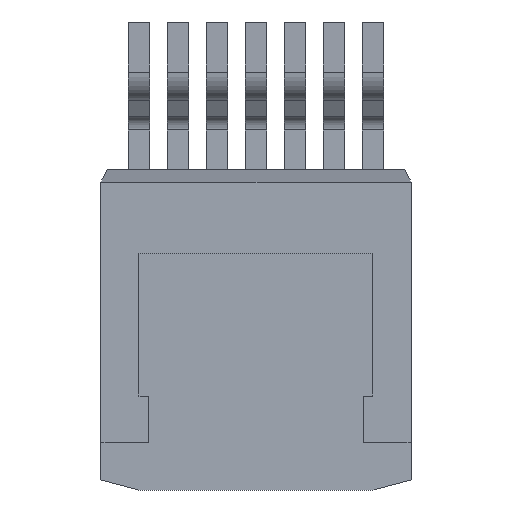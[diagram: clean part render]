
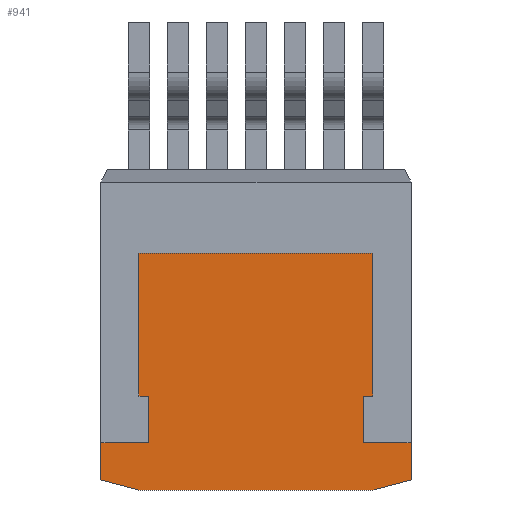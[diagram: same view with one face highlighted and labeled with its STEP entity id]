
A CAD part, front view. The second image highlights one B-rep face of the part: STEP entity #941.
In plain terms, the highlighted planar face has unit normal (0, -1, 0).
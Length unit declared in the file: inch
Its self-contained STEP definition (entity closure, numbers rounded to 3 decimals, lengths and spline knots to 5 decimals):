
#31 = ORIENTED_EDGE ( 'NONE', *, *, #1231, .F. ) ;
#41 = ORIENTED_EDGE ( 'NONE', *, *, #1739, .F. ) ;
#55 = CARTESIAN_POINT ( 'NONE',  ( -0.19875, 0., -0.2395 ) ) ;
#74 = DIRECTION ( 'NONE',  ( 1., 0., 0. ) ) ;
#81 = FACE_OUTER_BOUND ( 'NONE', #3714, .T. ) ;
#170 = LINE ( 'NONE', #4275, #2968 ) ;
#197 = CARTESIAN_POINT ( 'NONE',  ( -0.19875, 0., -0.28694 ) ) ;
#266 = ORIENTED_EDGE ( 'NONE', *, *, #1414, .F. ) ;
#343 = VERTEX_POINT ( 'NONE', #3307 ) ;
#384 = CARTESIAN_POINT ( 'NONE',  ( -0.138, 0., -0.2395 ) ) ;
#448 = VECTOR ( 'NONE', #2796, 39.37008 ) ;
#456 = CARTESIAN_POINT ( 'NONE',  ( -0.15, 0., -0.3 ) ) ;
#499 = LINE ( 'NONE', #3273, #3143 ) ;
#515 = VERTEX_POINT ( 'NONE', #3105 ) ;
#530 = DIRECTION ( 'NONE',  ( 0., 0., 1. ) ) ;
#628 = CARTESIAN_POINT ( 'NONE',  ( -0.15, 0., -0.3 ) ) ;
#686 = EDGE_CURVE ( 'NONE', #2232, #880, #2531, .T. ) ;
#747 = ORIENTED_EDGE ( 'NONE', *, *, #2686, .F. ) ;
#784 = DIRECTION ( 'NONE',  ( -0.966, 0., -0.259 ) ) ;
#786 = VECTOR ( 'NONE', #3738, 39.37008 ) ;
#847 = CARTESIAN_POINT ( 'NONE',  ( 0.138, 0., -0.1795 ) ) ;
#880 = VERTEX_POINT ( 'NONE', #1982 ) ;
#883 = CARTESIAN_POINT ( 'NONE',  ( -0.138, 0., -0.1795 ) ) ;
#910 = CARTESIAN_POINT ( 'NONE',  ( 0.138, 0., -0.2395 ) ) ;
#941 = ADVANCED_FACE ( 'NONE', ( #81 ), #3356, .T. ) ;
#947 = DIRECTION ( 'NONE',  ( 0., 0., -1. ) ) ;
#1067 = EDGE_CURVE ( 'NONE', #2554, #2967, #2233, .T. ) ;
#1071 = DIRECTION ( 'NONE',  ( 0., 0., -1. ) ) ;
#1231 = EDGE_CURVE ( 'NONE', #3824, #2554, #4052, .T. ) ;
#1398 = VERTEX_POINT ( 'NONE', #1835 ) ;
#1406 = LINE ( 'NONE', #1422, #4295 ) ;
#1414 = EDGE_CURVE ( 'NONE', #343, #3505, #3941, .T. ) ;
#1415 = LINE ( 'NONE', #883, #2122 ) ;
#1422 = CARTESIAN_POINT ( 'NONE',  ( 0.19875, 0., -0.2395 ) ) ;
#1475 = ORIENTED_EDGE ( 'NONE', *, *, #4201, .F. ) ;
#1511 = DIRECTION ( 'NONE',  ( -1., 0., 0. ) ) ;
#1515 = VECTOR ( 'NONE', #3064, 39.37008 ) ;
#1570 = DIRECTION ( 'NONE',  ( -1., 0., 0. ) ) ;
#1593 = VECTOR ( 'NONE', #2027, 39.37008 ) ;
#1604 = VECTOR ( 'NONE', #1511, 39.37008 ) ;
#1614 = EDGE_CURVE ( 'NONE', #2062, #2779, #1406, .T. ) ;
#1668 = DIRECTION ( 'NONE',  ( 0., -1., 0. ) ) ;
#1739 = EDGE_CURVE ( 'NONE', #3368, #2232, #3134, .T. ) ;
#1835 = CARTESIAN_POINT ( 'NONE',  ( -0.138, 0., -0.2395 ) ) ;
#1885 = EDGE_CURVE ( 'NONE', #2297, #3037, #170, .T. ) ;
#1982 = CARTESIAN_POINT ( 'NONE',  ( -0.15, 0., -0.3 ) ) ;
#2007 = CARTESIAN_POINT ( 'NONE',  ( 0., 0., 0. ) ) ;
#2008 = CARTESIAN_POINT ( 'NONE',  ( 0.138, 0., -0.2395 ) ) ;
#2027 = DIRECTION ( 'NONE',  ( -0.966, 0., 0.259 ) ) ;
#2047 = CARTESIAN_POINT ( 'NONE',  ( -0.15, 0., 0.0035 ) ) ;
#2062 = VERTEX_POINT ( 'NONE', #910 ) ;
#2122 = VECTOR ( 'NONE', #1570, 39.37008 ) ;
#2232 = VERTEX_POINT ( 'NONE', #3679 ) ;
#2233 = LINE ( 'NONE', #2872, #3835 ) ;
#2297 = VERTEX_POINT ( 'NONE', #197 ) ;
#2345 = VECTOR ( 'NONE', #3386, 39.37008 ) ;
#2368 = LINE ( 'NONE', #2698, #786 ) ;
#2496 = DIRECTION ( 'NONE',  ( -1., 0., 0. ) ) ;
#2506 = ORIENTED_EDGE ( 'NONE', *, *, #3373, .F. ) ;
#2515 = CARTESIAN_POINT ( 'NONE',  ( 0.138, 0., -0.1795 ) ) ;
#2522 = LINE ( 'NONE', #628, #1593 ) ;
#2523 = ORIENTED_EDGE ( 'NONE', *, *, #3600, .F. ) ;
#2531 = LINE ( 'NONE', #456, #1604 ) ;
#2554 = VERTEX_POINT ( 'NONE', #2047 ) ;
#2686 = EDGE_CURVE ( 'NONE', #3037, #1398, #4253, .T. ) ;
#2698 = CARTESIAN_POINT ( 'NONE',  ( -0.138, 0., -0.2395 ) ) ;
#2779 = VERTEX_POINT ( 'NONE', #3329 ) ;
#2796 = DIRECTION ( 'NONE',  ( 0., 0., 1. ) ) ;
#2819 = CARTESIAN_POINT ( 'NONE',  ( -0.15, 0., -0.1795 ) ) ;
#2830 = EDGE_CURVE ( 'NONE', #3505, #2062, #3139, .T. ) ;
#2872 = CARTESIAN_POINT ( 'NONE',  ( -0.15, 0., 0.0035 ) ) ;
#2873 = ORIENTED_EDGE ( 'NONE', *, *, #1067, .F. ) ;
#2916 = CARTESIAN_POINT ( 'NONE',  ( 0.19875, 0., -0.28694 ) ) ;
#2967 = VERTEX_POINT ( 'NONE', #4081 ) ;
#2968 = VECTOR ( 'NONE', #530, 39.37008 ) ;
#2994 = CARTESIAN_POINT ( 'NONE',  ( 0.19875, 0., -0.28694 ) ) ;
#3037 = VERTEX_POINT ( 'NONE', #55 ) ;
#3064 = DIRECTION ( 'NONE',  ( 1., 0., 0. ) ) ;
#3084 = LINE ( 'NONE', #2994, #4049 ) ;
#3105 = CARTESIAN_POINT ( 'NONE',  ( -0.138, 0., -0.1795 ) ) ;
#3134 = LINE ( 'NONE', #4205, #3464 ) ;
#3139 = LINE ( 'NONE', #2008, #2345 ) ;
#3143 = VECTOR ( 'NONE', #3300, 39.37008 ) ;
#3213 = ORIENTED_EDGE ( 'NONE', *, *, #686, .F. ) ;
#3273 = CARTESIAN_POINT ( 'NONE',  ( 0.15, 0., -0.1795 ) ) ;
#3300 = DIRECTION ( 'NONE',  ( 0., 0., -1. ) ) ;
#3307 = CARTESIAN_POINT ( 'NONE',  ( 0.15, 0., -0.1795 ) ) ;
#3329 = CARTESIAN_POINT ( 'NONE',  ( 0.19875, 0., -0.2395 ) ) ;
#3356 = PLANE ( 'NONE',  #3901 ) ;
#3368 = VERTEX_POINT ( 'NONE', #2916 ) ;
#3373 = EDGE_CURVE ( 'NONE', #2967, #343, #499, .T. ) ;
#3386 = DIRECTION ( 'NONE',  ( 0., 0., -1. ) ) ;
#3443 = EDGE_CURVE ( 'NONE', #515, #3824, #1415, .T. ) ;
#3464 = VECTOR ( 'NONE', #784, 39.37008 ) ;
#3505 = VERTEX_POINT ( 'NONE', #847 ) ;
#3508 = ORIENTED_EDGE ( 'NONE', *, *, #1885, .F. ) ;
#3561 = ORIENTED_EDGE ( 'NONE', *, *, #1614, .F. ) ;
#3600 = EDGE_CURVE ( 'NONE', #2779, #3368, #3084, .T. ) ;
#3679 = CARTESIAN_POINT ( 'NONE',  ( 0.15, 0., -0.3 ) ) ;
#3714 = EDGE_LOOP ( 'NONE', ( #3508, #3747, #3213, #41, #2523, #3561, #4238, #266, #2506, #2873, #31, #4353, #1475, #747 ) ) ;
#3738 = DIRECTION ( 'NONE',  ( 0., 0., 1. ) ) ;
#3747 = ORIENTED_EDGE ( 'NONE', *, *, #4299, .F. ) ;
#3804 = CARTESIAN_POINT ( 'NONE',  ( -0.15, 0., -0.1795 ) ) ;
#3824 = VERTEX_POINT ( 'NONE', #2819 ) ;
#3826 = DIRECTION ( 'NONE',  ( 1., 0., 0. ) ) ;
#3835 = VECTOR ( 'NONE', #74, 39.37008 ) ;
#3901 = AXIS2_PLACEMENT_3D ( 'NONE', #2007, #1668, #1071 ) ;
#3941 = LINE ( 'NONE', #2515, #4415 ) ;
#4049 = VECTOR ( 'NONE', #947, 39.37008 ) ;
#4052 = LINE ( 'NONE', #3804, #448 ) ;
#4081 = CARTESIAN_POINT ( 'NONE',  ( 0.15, 0., 0.0035 ) ) ;
#4201 = EDGE_CURVE ( 'NONE', #1398, #515, #2368, .T. ) ;
#4205 = CARTESIAN_POINT ( 'NONE',  ( 0.15, 0., -0.3 ) ) ;
#4238 = ORIENTED_EDGE ( 'NONE', *, *, #2830, .F. ) ;
#4253 = LINE ( 'NONE', #384, #1515 ) ;
#4275 = CARTESIAN_POINT ( 'NONE',  ( -0.19875, 0., -0.2395 ) ) ;
#4295 = VECTOR ( 'NONE', #3826, 39.37008 ) ;
#4299 = EDGE_CURVE ( 'NONE', #880, #2297, #2522, .T. ) ;
#4353 = ORIENTED_EDGE ( 'NONE', *, *, #3443, .F. ) ;
#4415 = VECTOR ( 'NONE', #2496, 39.37008 ) ;
